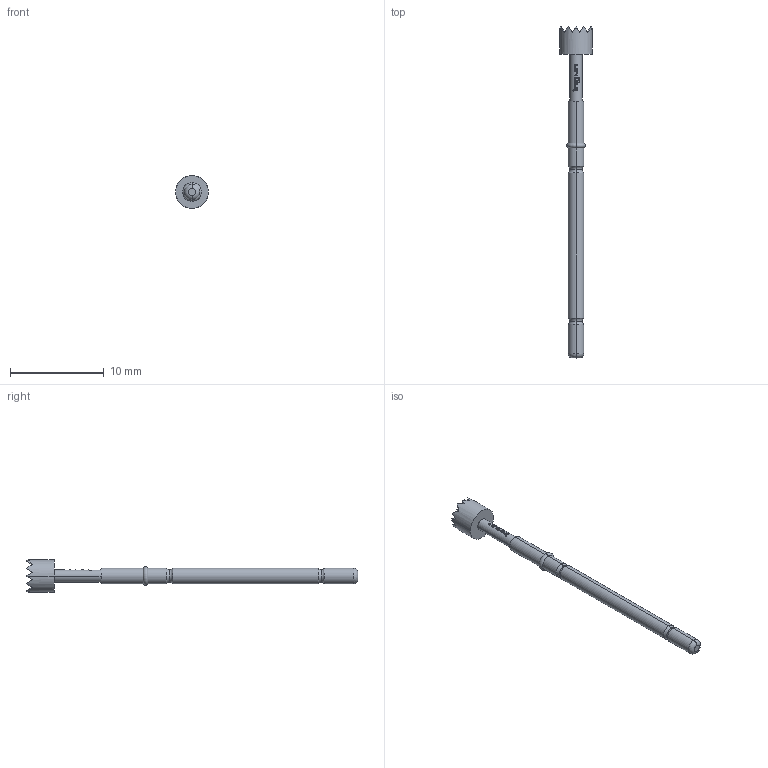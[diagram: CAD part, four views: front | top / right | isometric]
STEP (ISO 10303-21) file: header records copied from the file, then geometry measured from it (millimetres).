
FILE_DESCRIPTION (( 'STEP AP203' ), '1' );
FILE_NAME ('INGUN_GKS-912_306_350_R_xx05.STEP', '2021-10-20T13:37:58', ( 'ochi' ), ( '' ), 'SwSTEP 2.0', 'SolidWorks 2018', '' );
FILE_SCHEMA (( 'CONFIG_CONTROL_DESIGN' ));
Length unit declared in the file: millimetre
Products named in the file (1): INGUN_GKS-912_306_350_R_xx05
Bounding box: 3.5 x 35.4 x 3.5 mm (x, y, z)
Volume: 89 mm3; surface area: 221.8 mm2
Topology: 1 solids, 1 shells, 179 faces, 396 edges, 227 vertices
Faces by surface type: plane 117, bspline 32, cylinder 18, torus 12
Entity records: 5791 total; most frequent: CARTESIAN_POINT 2401, ORIENTED_EDGE 792, DIRECTION 500, EDGE_CURVE 396, VERTEX_POINT 227, AXIS2_PLACEMENT_3D 188, EDGE_LOOP 187, B_SPLINE_CURVE_WITH_KNOTS 186
